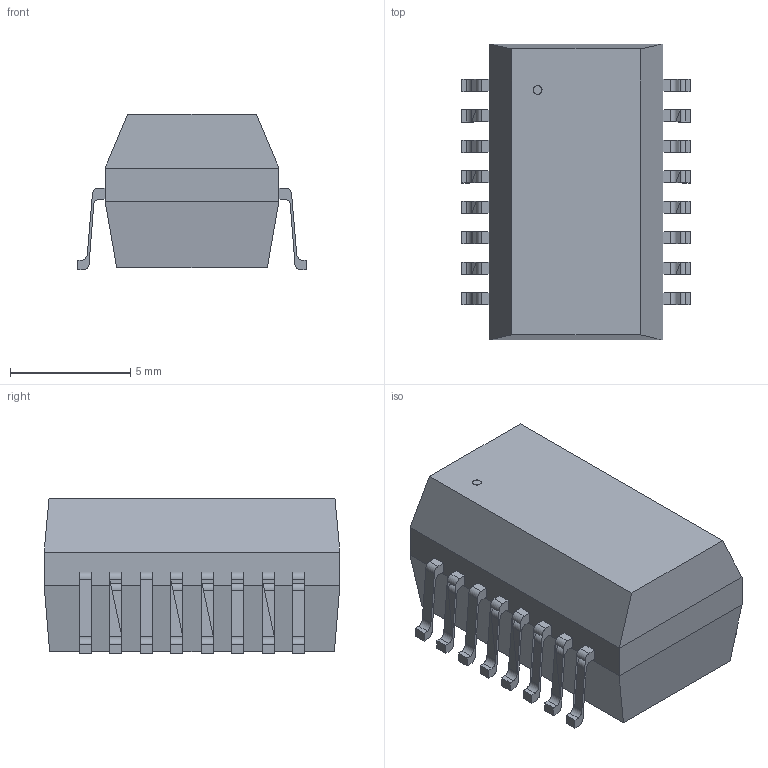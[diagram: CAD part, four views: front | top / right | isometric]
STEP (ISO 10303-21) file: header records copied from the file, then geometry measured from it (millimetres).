
FILE_DESCRIPTION(('STEP AP214'),'1');
FILE_NAME('S558-5500-25-F','2018-05-13T21:16:44',(''),(''),'','','');
FILE_SCHEMA(('AUTOMOTIVE_DESIGN'));
Length unit declared in the file: millimetre
Products named in the file (1): product
Bounding box: 9.52 x 12.32 x 6.48 mm (x, y, z)
Volume: 5.5 mm3; surface area: 474.6 mm2
Topology: 17 solids, 31 shells, 241 faces, 635 edges, 442 vertices
Faces by surface type: plane 176, cylinder 65
Full cylindrical faces by diameter (mm): 0.362 x1
Entity records: 7750 total; most frequent: CARTESIAN_POINT 1335, DIRECTION 1282, ORIENTED_EDGE 1212, EDGE_CURVE 634, LINE 504, VECTOR 504, VERTEX_POINT 498, AXIS2_PLACEMENT_3D 389
